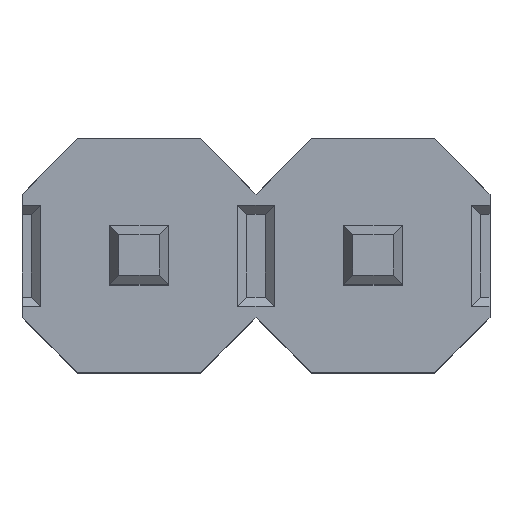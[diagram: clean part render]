
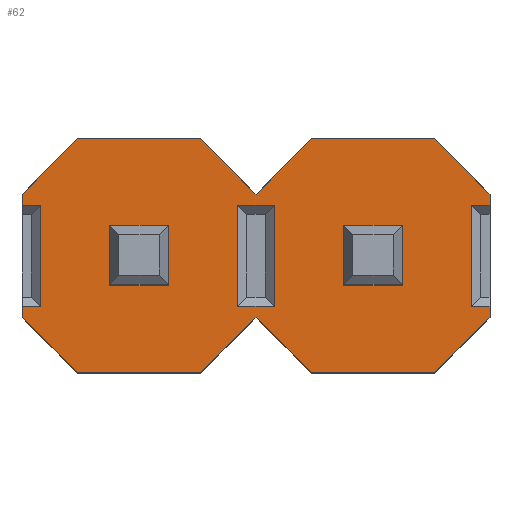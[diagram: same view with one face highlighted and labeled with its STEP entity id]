
A CAD part, top view. The second image highlights one B-rep face of the part: STEP entity #62.
In plain terms, the highlighted planar face has unit normal (0, 0, 1).
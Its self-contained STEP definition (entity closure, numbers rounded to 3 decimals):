
#62=ADVANCED_FACE('',(#721,#723,#725,#727),#729,.T.);
#721=FACE_BOUND('',#722,.T.);
#722=EDGE_LOOP('',(#1253,#1254,#1255,#1256,#1257,#1258,#1259,#1260,#1261,#1262,#1263,
#1264,#1265,#1266,#1267,#1268,#1269,#1270,#1271,#1272,#1273,#1274));
#723=FACE_BOUND('',#724,.T.);
#724=EDGE_LOOP('',(#1275,#1276,#1277,#1278));
#725=FACE_BOUND('',#726,.T.);
#726=EDGE_LOOP('',(#1279,#1280,#1281,#1282));
#727=FACE_BOUND('',#728,.T.);
#728=EDGE_LOOP('',(#1283,#1284,#1285,#1286));
#729=PLANE('',#730);
#730=AXIS2_PLACEMENT_3D('',#731,#732,#733);
#731=CARTESIAN_POINT('',(0.,0.,2.5));
#732=DIRECTION('',(0.,0.,1.));
#733=DIRECTION('',(1.,0.,0.));
#1253=ORIENTED_EDGE('',*,*,#1617,.T.);
#1254=ORIENTED_EDGE('',*,*,#1618,.T.);
#1255=ORIENTED_EDGE('',*,*,#1619,.T.);
#1256=ORIENTED_EDGE('',*,*,#1620,.T.);
#1257=ORIENTED_EDGE('',*,*,#1621,.T.);
#1258=ORIENTED_EDGE('',*,*,#1622,.T.);
#1259=ORIENTED_EDGE('',*,*,#1623,.T.);
#1260=ORIENTED_EDGE('',*,*,#1624,.T.);
#1261=ORIENTED_EDGE('',*,*,#1625,.T.);
#1262=ORIENTED_EDGE('',*,*,#1626,.T.);
#1263=ORIENTED_EDGE('',*,*,#1627,.T.);
#1264=ORIENTED_EDGE('',*,*,#1628,.T.);
#1265=ORIENTED_EDGE('',*,*,#1629,.T.);
#1266=ORIENTED_EDGE('',*,*,#1630,.T.);
#1267=ORIENTED_EDGE('',*,*,#1631,.T.);
#1268=ORIENTED_EDGE('',*,*,#1632,.T.);
#1269=ORIENTED_EDGE('',*,*,#1633,.T.);
#1270=ORIENTED_EDGE('',*,*,#1634,.T.);
#1271=ORIENTED_EDGE('',*,*,#1635,.T.);
#1272=ORIENTED_EDGE('',*,*,#1636,.T.);
#1273=ORIENTED_EDGE('',*,*,#1637,.T.);
#1274=ORIENTED_EDGE('',*,*,#1638,.T.);
#1275=ORIENTED_EDGE('',*,*,#1639,.F.);
#1276=ORIENTED_EDGE('',*,*,#1640,.F.);
#1277=ORIENTED_EDGE('',*,*,#1641,.F.);
#1278=ORIENTED_EDGE('',*,*,#1642,.F.);
#1279=ORIENTED_EDGE('',*,*,#1643,.F.);
#1280=ORIENTED_EDGE('',*,*,#1644,.F.);
#1281=ORIENTED_EDGE('',*,*,#1645,.F.);
#1282=ORIENTED_EDGE('',*,*,#1646,.F.);
#1283=ORIENTED_EDGE('',*,*,#1647,.T.);
#1284=ORIENTED_EDGE('',*,*,#1648,.T.);
#1285=ORIENTED_EDGE('',*,*,#1649,.T.);
#1286=ORIENTED_EDGE('',*,*,#1650,.T.);
#1617=EDGE_CURVE('',#1821,#1822,#1823,.F.);
#1618=EDGE_CURVE('',#1822,#1824,#1825,.T.);
#1619=EDGE_CURVE('',#1824,#1826,#1827,.T.);
#1620=EDGE_CURVE('',#1826,#1828,#1829,.T.);
#1621=EDGE_CURVE('',#1828,#1830,#1831,.T.);
#1622=EDGE_CURVE('',#1830,#1832,#1833,.T.);
#1623=EDGE_CURVE('',#1832,#1834,#1835,.T.);
#1624=EDGE_CURVE('',#1834,#1836,#1837,.T.);
#1625=EDGE_CURVE('',#1836,#1838,#1839,.T.);
#1626=EDGE_CURVE('',#1838,#1840,#1841,.F.);
#1627=EDGE_CURVE('',#1840,#1842,#1843,.F.);
#1628=EDGE_CURVE('',#1842,#1844,#1845,.F.);
#1629=EDGE_CURVE('',#1844,#1846,#1847,.T.);
#1630=EDGE_CURVE('',#1846,#1848,#1849,.T.);
#1631=EDGE_CURVE('',#1848,#1850,#1851,.T.);
#1632=EDGE_CURVE('',#1850,#1852,#1853,.T.);
#1633=EDGE_CURVE('',#1852,#1854,#1855,.T.);
#1634=EDGE_CURVE('',#1854,#1856,#1857,.T.);
#1635=EDGE_CURVE('',#1856,#1858,#1859,.T.);
#1636=EDGE_CURVE('',#1858,#1860,#1861,.T.);
#1637=EDGE_CURVE('',#1860,#1862,#1863,.F.);
#1638=EDGE_CURVE('',#1862,#1821,#1864,.F.);
#1639=EDGE_CURVE('',#1865,#1866,#1867,.T.);
#1640=EDGE_CURVE('',#1868,#1865,#1869,.T.);
#1641=EDGE_CURVE('',#1870,#1868,#1871,.T.);
#1642=EDGE_CURVE('',#1866,#1870,#1872,.T.);
#1643=EDGE_CURVE('',#1873,#1874,#1875,.T.);
#1644=EDGE_CURVE('',#1876,#1873,#1877,.T.);
#1645=EDGE_CURVE('',#1878,#1876,#1879,.T.);
#1646=EDGE_CURVE('',#1874,#1878,#1880,.T.);
#1647=EDGE_CURVE('',#1881,#1882,#1883,.F.);
#1648=EDGE_CURVE('',#1882,#1884,#1885,.F.);
#1649=EDGE_CURVE('',#1884,#1886,#1887,.F.);
#1650=EDGE_CURVE('',#1886,#1881,#1888,.F.);
#1821=VERTEX_POINT('',#2163);
#1822=VERTEX_POINT('',#2164);
#1823=LINE('',#2165,#2166);
#1824=VERTEX_POINT('',#2168);
#1825=LINE('',#2169,#2170);
#1826=VERTEX_POINT('',#2172);
#1827=LINE('',#2173,#2174);
#1828=VERTEX_POINT('',#2176);
#1829=LINE('',#2177,#2178);
#1830=VERTEX_POINT('',#2180);
#1831=LINE('',#2181,#2182);
#1832=VERTEX_POINT('',#2184);
#1833=LINE('',#2185,#2186);
#1834=VERTEX_POINT('',#2188);
#1835=LINE('',#2189,#2190);
#1836=VERTEX_POINT('',#2192);
#1837=LINE('',#2193,#2194);
#1838=VERTEX_POINT('',#2196);
#1839=LINE('',#2197,#2198);
#1840=VERTEX_POINT('',#2200);
#1841=LINE('',#2201,#2202);
#1842=VERTEX_POINT('',#2204);
#1843=LINE('',#2205,#2206);
#1844=VERTEX_POINT('',#2208);
#1845=LINE('',#2209,#2210);
#1846=VERTEX_POINT('',#2212);
#1847=LINE('',#2213,#2214);
#1848=VERTEX_POINT('',#2216);
#1849=LINE('',#2217,#2218);
#1850=VERTEX_POINT('',#2220);
#1851=LINE('',#2221,#2222);
#1852=VERTEX_POINT('',#2224);
#1853=LINE('',#2225,#2226);
#1854=VERTEX_POINT('',#2228);
#1855=LINE('',#2229,#2230);
#1856=VERTEX_POINT('',#2232);
#1857=LINE('',#2233,#2234);
#1858=VERTEX_POINT('',#2236);
#1859=LINE('',#2237,#2238);
#1860=VERTEX_POINT('',#2240);
#1861=LINE('',#2241,#2242);
#1862=VERTEX_POINT('',#2244);
#1863=LINE('',#2245,#2246);
#1864=LINE('',#2248,#2249);
#1865=VERTEX_POINT('',#2251);
#1866=VERTEX_POINT('',#2252);
#1867=LINE('',#2253,#2254);
#1868=VERTEX_POINT('',#2256);
#1869=LINE('',#2257,#2258);
#1870=VERTEX_POINT('',#2260);
#1871=LINE('',#2261,#2262);
#1872=LINE('',#2264,#2265);
#1873=VERTEX_POINT('',#2267);
#1874=VERTEX_POINT('',#2268);
#1875=LINE('',#2269,#2270);
#1876=VERTEX_POINT('',#2272);
#1877=LINE('',#2273,#2274);
#1878=VERTEX_POINT('',#2276);
#1879=LINE('',#2277,#2278);
#1880=LINE('',#2280,#2281);
#1881=VERTEX_POINT('',#2283);
#1882=VERTEX_POINT('',#2284);
#1883=LINE('',#2285,#2286);
#1884=VERTEX_POINT('',#2288);
#1885=LINE('',#2289,#2290);
#1886=VERTEX_POINT('',#2292);
#1887=LINE('',#2293,#2294);
#1888=LINE('',#2296,#2297);
#2163=CARTESIAN_POINT('',(3.61,0.55,2.5));
#2164=CARTESIAN_POINT('',(3.81,0.55,2.5));
#2165=CARTESIAN_POINT('',(3.81,0.55,2.5));
#2166=VECTOR('',#2167,1.);
#2167=DIRECTION('',(-1.,0.,0.));
#2168=CARTESIAN_POINT('',(3.81,0.67,2.5));
#2169=CARTESIAN_POINT('',(3.81,0.55,2.5));
#2170=VECTOR('',#2171,1.);
#2171=DIRECTION('',(0.,1.,0.));
#2172=CARTESIAN_POINT('',(3.21,1.27,2.5));
#2173=CARTESIAN_POINT('',(3.81,0.67,2.5));
#2174=VECTOR('',#2175,1.);
#2175=DIRECTION('',(-0.707,0.707,0.));
#2176=CARTESIAN_POINT('',(1.87,1.27,2.5));
#2177=CARTESIAN_POINT('',(3.21,1.27,2.5));
#2178=VECTOR('',#2179,1.);
#2179=DIRECTION('',(-1.,0.,0.));
#2180=CARTESIAN_POINT('',(1.27,0.67,2.5));
#2181=CARTESIAN_POINT('',(1.87,1.27,2.5));
#2182=VECTOR('',#2183,1.);
#2183=DIRECTION('',(-0.707,-0.707,0.));
#2184=CARTESIAN_POINT('',(0.67,1.27,2.5));
#2185=CARTESIAN_POINT('',(1.27,0.67,2.5));
#2186=VECTOR('',#2187,1.);
#2187=DIRECTION('',(-0.707,0.707,0.));
#2188=CARTESIAN_POINT('',(-0.67,1.27,2.5));
#2189=CARTESIAN_POINT('',(0.67,1.27,2.5));
#2190=VECTOR('',#2191,1.);
#2191=DIRECTION('',(-1.,0.,0.));
#2192=CARTESIAN_POINT('',(-1.27,0.67,2.5));
#2193=CARTESIAN_POINT('',(-0.67,1.27,2.5));
#2194=VECTOR('',#2195,1.);
#2195=DIRECTION('',(-0.707,-0.707,0.));
#2196=CARTESIAN_POINT('',(-1.27,0.55,2.5));
#2197=CARTESIAN_POINT('',(-1.27,0.67,2.5));
#2198=VECTOR('',#2199,1.);
#2199=DIRECTION('',(0.,-1.,0.));
#2200=CARTESIAN_POINT('',(-1.07,0.55,2.5));
#2201=CARTESIAN_POINT('',(-1.07,0.55,2.5));
#2202=VECTOR('',#2203,1.);
#2203=DIRECTION('',(-1.,0.,0.));
#2204=CARTESIAN_POINT('',(-1.07,-0.55,2.5));
#2205=CARTESIAN_POINT('',(-1.07,-0.55,2.5));
#2206=VECTOR('',#2207,1.);
#2207=DIRECTION('',(0.,1.,0.));
#2208=CARTESIAN_POINT('',(-1.27,-0.55,2.5));
#2209=CARTESIAN_POINT('',(-1.27,-0.55,2.5));
#2210=VECTOR('',#2211,1.);
#2211=DIRECTION('',(1.,0.,0.));
#2212=CARTESIAN_POINT('',(-1.27,-0.67,2.5));
#2213=CARTESIAN_POINT('',(-1.27,-0.55,2.5));
#2214=VECTOR('',#2215,1.);
#2215=DIRECTION('',(0.,-1.,0.));
#2216=CARTESIAN_POINT('',(-0.67,-1.27,2.5));
#2217=CARTESIAN_POINT('',(-1.27,-0.67,2.5));
#2218=VECTOR('',#2219,1.);
#2219=DIRECTION('',(0.707,-0.707,0.));
#2220=CARTESIAN_POINT('',(0.67,-1.27,2.5));
#2221=CARTESIAN_POINT('',(-0.67,-1.27,2.5));
#2222=VECTOR('',#2223,1.);
#2223=DIRECTION('',(1.,0.,0.));
#2224=CARTESIAN_POINT('',(1.27,-0.67,2.5));
#2225=CARTESIAN_POINT('',(0.67,-1.27,2.5));
#2226=VECTOR('',#2227,1.);
#2227=DIRECTION('',(0.707,0.707,0.));
#2228=CARTESIAN_POINT('',(1.87,-1.27,2.5));
#2229=CARTESIAN_POINT('',(1.27,-0.67,2.5));
#2230=VECTOR('',#2231,1.);
#2231=DIRECTION('',(0.707,-0.707,0.));
#2232=CARTESIAN_POINT('',(3.21,-1.27,2.5));
#2233=CARTESIAN_POINT('',(1.87,-1.27,2.5));
#2234=VECTOR('',#2235,1.);
#2235=DIRECTION('',(1.,0.,0.));
#2236=CARTESIAN_POINT('',(3.81,-0.67,2.5));
#2237=CARTESIAN_POINT('',(3.21,-1.27,2.5));
#2238=VECTOR('',#2239,1.);
#2239=DIRECTION('',(0.707,0.707,0.));
#2240=CARTESIAN_POINT('',(3.81,-0.55,2.5));
#2241=CARTESIAN_POINT('',(3.81,-0.67,2.5));
#2242=VECTOR('',#2243,1.);
#2243=DIRECTION('',(0.,1.,0.));
#2244=CARTESIAN_POINT('',(3.61,-0.55,2.5));
#2245=CARTESIAN_POINT('',(3.61,-0.55,2.5));
#2246=VECTOR('',#2247,1.);
#2247=DIRECTION('',(1.,0.,0.));
#2248=CARTESIAN_POINT('',(3.61,0.55,2.5));
#2249=VECTOR('',#2250,1.);
#2250=DIRECTION('',(0.,-1.,0.));
#2251=CARTESIAN_POINT('',(2.86,0.32,2.5));
#2252=CARTESIAN_POINT('',(2.22,0.32,2.5));
#2253=CARTESIAN_POINT('',(2.86,0.32,2.5));
#2254=VECTOR('',#2255,1.);
#2255=DIRECTION('',(-1.,0.,0.));
#2256=CARTESIAN_POINT('',(2.86,-0.32,2.5));
#2257=CARTESIAN_POINT('',(2.86,-0.32,2.5));
#2258=VECTOR('',#2259,1.);
#2259=DIRECTION('',(0.,1.,0.));
#2260=CARTESIAN_POINT('',(2.22,-0.32,2.5));
#2261=CARTESIAN_POINT('',(2.22,-0.32,2.5));
#2262=VECTOR('',#2263,1.);
#2263=DIRECTION('',(1.,0.,0.));
#2264=CARTESIAN_POINT('',(2.22,0.32,2.5));
#2265=VECTOR('',#2266,1.);
#2266=DIRECTION('',(0.,-1.,0.));
#2267=CARTESIAN_POINT('',(0.32,0.32,2.5));
#2268=CARTESIAN_POINT('',(-0.32,0.32,2.5));
#2269=CARTESIAN_POINT('',(0.32,0.32,2.5));
#2270=VECTOR('',#2271,1.);
#2271=DIRECTION('',(-1.,0.,0.));
#2272=CARTESIAN_POINT('',(0.32,-0.32,2.5));
#2273=CARTESIAN_POINT('',(0.32,-0.32,2.5));
#2274=VECTOR('',#2275,1.);
#2275=DIRECTION('',(0.,1.,0.));
#2276=CARTESIAN_POINT('',(-0.32,-0.32,2.5));
#2277=CARTESIAN_POINT('',(-0.32,-0.32,2.5));
#2278=VECTOR('',#2279,1.);
#2279=DIRECTION('',(1.,0.,0.));
#2280=CARTESIAN_POINT('',(-0.32,0.32,2.5));
#2281=VECTOR('',#2282,1.);
#2282=DIRECTION('',(0.,-1.,0.));
#2283=CARTESIAN_POINT('',(1.47,-0.55,2.5));
#2284=CARTESIAN_POINT('',(1.07,-0.55,2.5));
#2285=CARTESIAN_POINT('',(1.07,-0.55,2.5));
#2286=VECTOR('',#2287,1.);
#2287=DIRECTION('',(1.,0.,0.));
#2288=CARTESIAN_POINT('',(1.07,0.55,2.5));
#2289=CARTESIAN_POINT('',(1.07,0.55,2.5));
#2290=VECTOR('',#2291,1.);
#2291=DIRECTION('',(0.,-1.,0.));
#2292=CARTESIAN_POINT('',(1.47,0.55,2.5));
#2293=CARTESIAN_POINT('',(1.47,0.55,2.5));
#2294=VECTOR('',#2295,1.);
#2295=DIRECTION('',(-1.,0.,0.));
#2296=CARTESIAN_POINT('',(1.47,-0.55,2.5));
#2297=VECTOR('',#2298,1.);
#2298=DIRECTION('',(0.,1.,0.));
